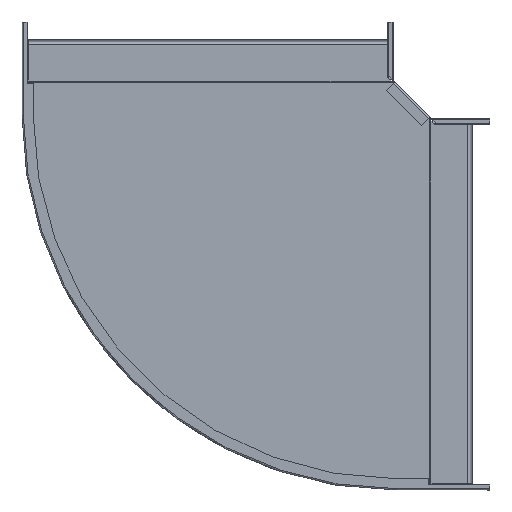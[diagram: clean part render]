
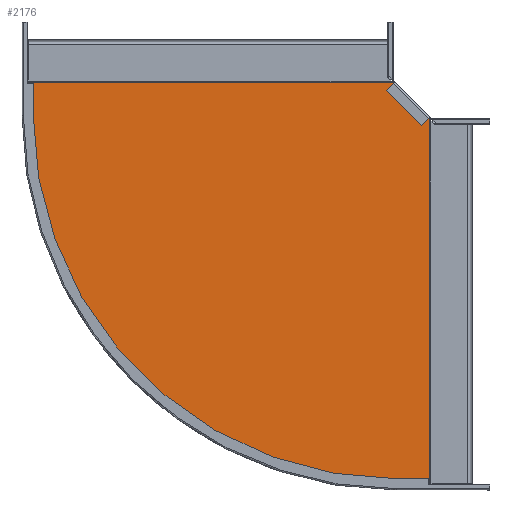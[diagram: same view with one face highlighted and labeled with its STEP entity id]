
A CAD part, front view. The second image highlights one B-rep face of the part: STEP entity #2176.
In plain terms, the highlighted planar face has unit normal (0, -1, 0).
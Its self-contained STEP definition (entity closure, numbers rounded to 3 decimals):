
#159 = CARTESIAN_POINT ( 'NONE',  ( -19.662, -1., -517.912 ) ) ;
#180 = VERTEX_POINT ( 'NONE', #2649 ) ;
#203 = ORIENTED_EDGE ( 'NONE', *, *, #966, .T. ) ;
#332 = VECTOR ( 'NONE', #4139, 1000. ) ;
#433 = CIRCLE ( 'NONE', #4913, 498.25 ) ;
#447 = DIRECTION ( 'NONE',  ( 0., 1., 0. ) ) ;
#585 = DIRECTION ( 'NONE',  ( 0., 0., -1. ) ) ;
#658 = EDGE_CURVE ( 'NONE', #4423, #5127, #1464, .T. ) ;
#839 = LINE ( 'NONE', #2509, #5002 ) ;
#847 = CARTESIAN_POINT ( 'NONE',  ( 23.412, -1., -511.412 ) ) ;
#901 = CARTESIAN_POINT ( 'NONE',  ( -517.912, -1., 23.412 ) ) ;
#966 = EDGE_CURVE ( 'NONE', #180, #1143, #839, .T. ) ;
#1021 = CARTESIAN_POINT ( 'NONE',  ( -511.412, -1., 23.412 ) ) ;
#1123 = CARTESIAN_POINT ( 'NONE',  ( -517.912, -1., -19.662 ) ) ;
#1143 = VERTEX_POINT ( 'NONE', #1477 ) ;
#1176 = CARTESIAN_POINT ( 'NONE',  ( 24.048, -1., -19.662 ) ) ;
#1292 = EDGE_CURVE ( 'NONE', #1143, #2930, #3356, .T. ) ;
#1365 = CARTESIAN_POINT ( 'NONE',  ( -19.662, -1., -517.912 ) ) ;
#1464 = LINE ( 'NONE', #1123, #5420 ) ;
#1476 = CARTESIAN_POINT ( 'NONE',  ( -12.021, -1., 12.021 ) ) ;
#1477 = CARTESIAN_POINT ( 'NONE',  ( -511.412, -1., 24.048 ) ) ;
#1558 = DIRECTION ( 'NONE',  ( -1., 0., 0. ) ) ;
#1658 = VERTEX_POINT ( 'NONE', #847 ) ;
#1665 = VECTOR ( 'NONE', #3720, 1000. ) ;
#1688 = EDGE_CURVE ( 'NONE', #2930, #5127, #4639, .T. ) ;
#1694 = FACE_OUTER_BOUND ( 'NONE', #1788, .T. ) ;
#1788 = EDGE_LOOP ( 'NONE', ( #2117, #203, #2671, #2006, #3320, #4033, #4266, #3146, #2960, #5045 ) ) ;
#1843 = DIRECTION ( 'NONE',  ( 1., 0., 0. ) ) ;
#1871 = EDGE_CURVE ( 'NONE', #4790, #4811, #5226, .T. ) ;
#1970 = CARTESIAN_POINT ( 'NONE',  ( 23.412, -1., -517.912 ) ) ;
#1989 = DIRECTION ( 'NONE',  ( 0., 0., -1. ) ) ;
#2006 = ORIENTED_EDGE ( 'NONE', *, *, #1688, .T. ) ;
#2064 = DIRECTION ( 'NONE',  ( -1., 0., 0. ) ) ;
#2117 = ORIENTED_EDGE ( 'NONE', *, *, #4370, .F. ) ;
#2176 = ADVANCED_FACE ( 'NONE', ( #1694 ), #4221, .T. ) ;
#2285 = DIRECTION ( 'NONE',  ( 0.707, 0., -0.707 ) ) ;
#2317 = VECTOR ( 'NONE', #2064, 1000. ) ;
#2433 = CARTESIAN_POINT ( 'NONE',  ( 23.412, -1., -517.912 ) ) ;
#2509 = CARTESIAN_POINT ( 'NONE',  ( -19.662, -1., 24.048 ) ) ;
#2510 = DIRECTION ( 'NONE',  ( 0., -1., 0. ) ) ;
#2543 = CARTESIAN_POINT ( 'NONE',  ( -517.912, -1., 23.412 ) ) ;
#2649 = CARTESIAN_POINT ( 'NONE',  ( -24.048, -1., 24.048 ) ) ;
#2671 = ORIENTED_EDGE ( 'NONE', *, *, #1292, .T. ) ;
#2831 = LINE ( 'NONE', #1176, #1665 ) ;
#2930 = VERTEX_POINT ( 'NONE', #1021 ) ;
#2960 = ORIENTED_EDGE ( 'NONE', *, *, #4285, .F. ) ;
#3146 = ORIENTED_EDGE ( 'NONE', *, *, #5021, .F. ) ;
#3193 = CARTESIAN_POINT ( 'NONE',  ( -517.912, -1., -19.662 ) ) ;
#3241 = DIRECTION ( 'NONE',  ( 0., 0., 1. ) ) ;
#3320 = ORIENTED_EDGE ( 'NONE', *, *, #658, .F. ) ;
#3356 = LINE ( 'NONE', #5058, #3775 ) ;
#3481 = LINE ( 'NONE', #5185, #3946 ) ;
#3720 = DIRECTION ( 'NONE',  ( 0., 0., -1. ) ) ;
#3771 = CARTESIAN_POINT ( 'NONE',  ( -19.662, -1., -19.662 ) ) ;
#3775 = VECTOR ( 'NONE', #1989, 1000. ) ;
#3776 = EDGE_CURVE ( 'NONE', #4449, #4267, #2831, .T. ) ;
#3946 = VECTOR ( 'NONE', #4746, 1000. ) ;
#4033 = ORIENTED_EDGE ( 'NONE', *, *, #4339, .F. ) ;
#4139 = DIRECTION ( 'NONE',  ( 0., 0., -1. ) ) ;
#4221 = PLANE ( 'NONE',  #4727 ) ;
#4266 = ORIENTED_EDGE ( 'NONE', *, *, #1871, .T. ) ;
#4267 = VERTEX_POINT ( 'NONE', #5216 ) ;
#4285 = EDGE_CURVE ( 'NONE', #4267, #1658, #3481, .T. ) ;
#4339 = EDGE_CURVE ( 'NONE', #4790, #4423, #433, .T. ) ;
#4370 = EDGE_CURVE ( 'NONE', #180, #4449, #5320, .T. ) ;
#4423 = VERTEX_POINT ( 'NONE', #3193 ) ;
#4449 = VERTEX_POINT ( 'NONE', #4903 ) ;
#4639 = LINE ( 'NONE', #2543, #2317 ) ;
#4660 = DIRECTION ( 'NONE',  ( 0., 0., -1. ) ) ;
#4712 = CARTESIAN_POINT ( 'NONE',  ( -19.662, -1., -19.662 ) ) ;
#4727 = AXIS2_PLACEMENT_3D ( 'NONE', #3771, #2510, #4660 ) ;
#4746 = DIRECTION ( 'NONE',  ( -1., 0., 0. ) ) ;
#4790 = VERTEX_POINT ( 'NONE', #1365 ) ;
#4811 = VERTEX_POINT ( 'NONE', #2433 ) ;
#4837 = VECTOR ( 'NONE', #2285, 1000. ) ;
#4903 = CARTESIAN_POINT ( 'NONE',  ( 24.048, -1., -24.048 ) ) ;
#4913 = AXIS2_PLACEMENT_3D ( 'NONE', #4712, #447, #585 ) ;
#5002 = VECTOR ( 'NONE', #1558, 1000. ) ;
#5006 = LINE ( 'NONE', #1970, #332 ) ;
#5021 = EDGE_CURVE ( 'NONE', #1658, #4811, #5006, .T. ) ;
#5045 = ORIENTED_EDGE ( 'NONE', *, *, #3776, .F. ) ;
#5058 = CARTESIAN_POINT ( 'NONE',  ( -511.412, -1., 75.912 ) ) ;
#5127 = VERTEX_POINT ( 'NONE', #901 ) ;
#5185 = CARTESIAN_POINT ( 'NONE',  ( 75.912, -1., -511.412 ) ) ;
#5204 = VECTOR ( 'NONE', #1843, 1000. ) ;
#5216 = CARTESIAN_POINT ( 'NONE',  ( 24.048, -1., -511.412 ) ) ;
#5226 = LINE ( 'NONE', #159, #5204 ) ;
#5320 = LINE ( 'NONE', #1476, #4837 ) ;
#5420 = VECTOR ( 'NONE', #3241, 1000. ) ;
